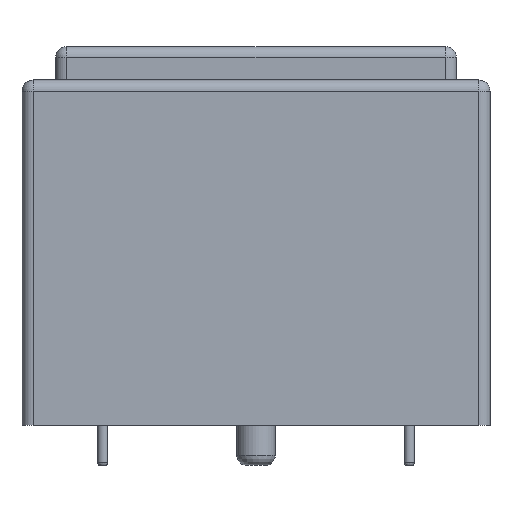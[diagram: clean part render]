
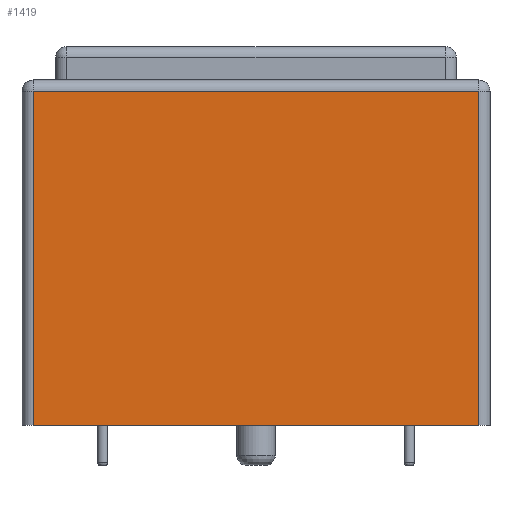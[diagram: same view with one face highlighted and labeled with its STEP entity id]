
A CAD part, front view. The second image highlights one B-rep face of the part: STEP entity #1419.
In plain terms, the highlighted planar face has unit normal (0, -1, 0).
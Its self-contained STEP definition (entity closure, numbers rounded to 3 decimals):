
#13=DIRECTION('',(0.,0.,1.));
#953=VECTOR('',#954,1.);
#954=DIRECTION('',(-1.,0.,0.));
#962=DIRECTION('',(0.,-1.,0.));
#1000=VECTOR('',#13,1.);
#1263=VERTEX_POINT('',#1264);
#1264=CARTESIAN_POINT('',(33.75,-21.5,30.1));
#1269=VERTEX_POINT('',#1270);
#1270=CARTESIAN_POINT('',(-6.25,-21.5,30.1));
#1275=EDGE_CURVE('',#1263,#1269,#1276,.T.);
#1276=LINE('',#1264,#953);
#1419=ADVANCED_FACE('',(#1420),#1437,.T.);
#1420=FACE_BOUND('',#1421,.T.);
#1421=EDGE_LOOP('',(#1422,#1427,#1428,#1433));
#1422=ORIENTED_EDGE('',*,*,#1423,.T.);
#1423=EDGE_CURVE('',#1424,#1263,#1426,.T.);
#1424=VERTEX_POINT('',#1425);
#1425=CARTESIAN_POINT('',(33.75,-21.5,0.1));
#1426=LINE('',#1425,#1000);
#1427=ORIENTED_EDGE('',*,*,#1275,.T.);
#1428=ORIENTED_EDGE('',*,*,#1429,.F.);
#1429=EDGE_CURVE('',#1430,#1269,#1432,.T.);
#1430=VERTEX_POINT('',#1431);
#1431=CARTESIAN_POINT('',(-6.25,-21.5,0.1));
#1432=LINE('',#1431,#1000);
#1433=ORIENTED_EDGE('',*,*,#1434,.F.);
#1434=EDGE_CURVE('',#1424,#1430,#1435,.T.);
#1435=LINE('',#1436,#953);
#1436=CARTESIAN_POINT('',(34.75,-21.5,0.1));
#1437=PLANE('',#1438);
#1438=AXIS2_PLACEMENT_3D('',#1436,#962,#954);
